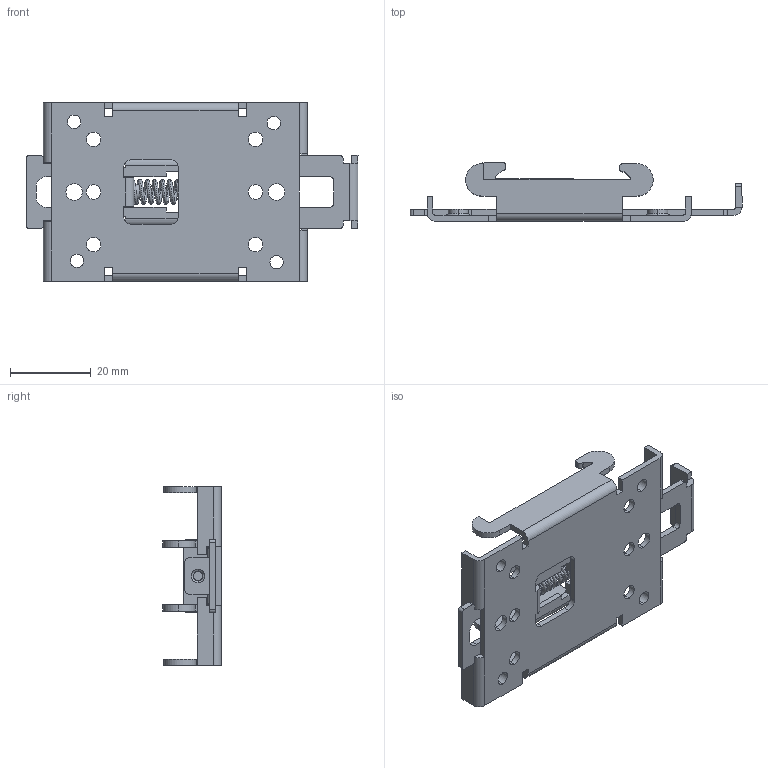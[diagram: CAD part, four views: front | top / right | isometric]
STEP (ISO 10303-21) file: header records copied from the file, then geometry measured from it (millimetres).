
FILE_DESCRIPTION (( 'STEP AP203' ), '1' );
FILE_NAME ('206F10100 -Mounting bracket, DIN Rail Clip, Steel.STEP', '2020-09-16T13:00:03', ( 'Windows User' ), ( '' ), 'SwSTEP 2.0', 'SolidWorks 2015', '' );
FILE_SCHEMA (( 'CONFIG_CONTROL_DESIGN' ));
Length unit declared in the file: millimetre
Products named in the file (1): 206F10100 -Mounting bracket, DIN Rail Clip, Steel
Bounding box: 82 x 14.5 x 44.2 mm (x, y, z)
Volume: 7386.4 mm3; surface area: 12110.5 mm2
Topology: 3 solids, 3 shells, 301 faces, 841 edges, 554 vertices
Faces by surface type: plane 174, cylinder 111, torus 10, bspline 6
Entity records: 15932 total; most frequent: CARTESIAN_POINT 7865, ORIENTED_EDGE 1682, DIRECTION 1663, EDGE_CURVE 841, LINE 583, VECTOR 583, VERTEX_POINT 554, AXIS2_PLACEMENT_3D 540
